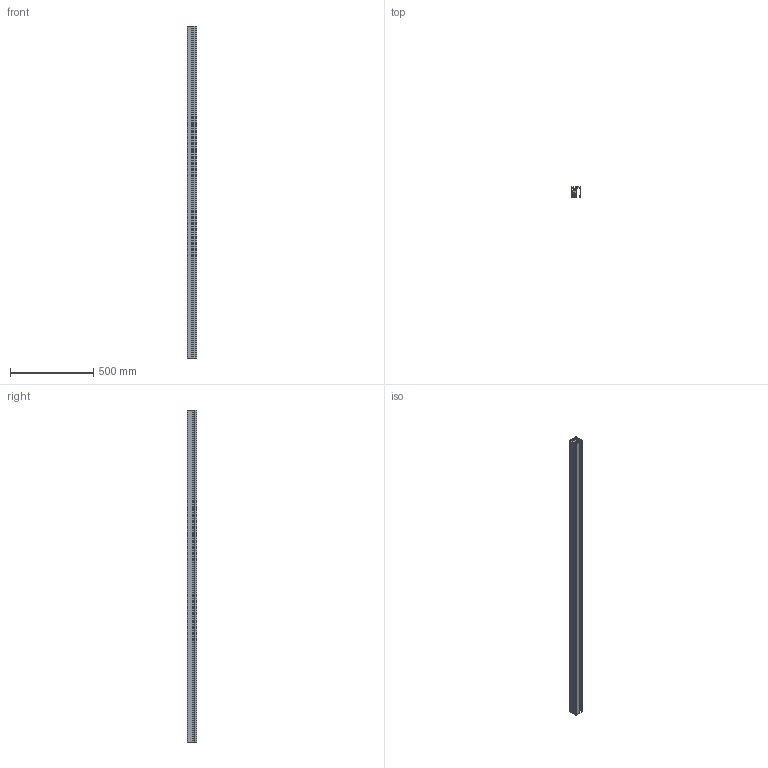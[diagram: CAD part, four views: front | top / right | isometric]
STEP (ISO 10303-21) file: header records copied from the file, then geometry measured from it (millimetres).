
FILE_DESCRIPTION(/* description */ ('KriTec Laufrollenprofil 8 D14'),/* implementation_level */ '2;1');
FILE_NAME(/* name */ '11150_KriTec_Laufrollenprofil_8_D14.stp',/* time_stamp */ '2019-12-30T12:12:31+01:00',/* author */ ('jendrek'),/* organization */ (''),/* preprocessor_version */ 'ST-DEVELOPER v17',/* originating_system */ 'Autodesk Inventor 2018',/* authorisation */ '');
FILE_SCHEMA (('AUTOMOTIVE_DESIGN { 1 0 10303 214 3 1 1 }'));
Length unit declared in the file: millimetre
Products named in the file (1): 11150 -2000
Bounding box: 58 x 58 x 2000 mm (x, y, z)
Volume: 3078142.3 mm3; surface area: 1088305.7 mm2
Topology: 1 solids, 1 shells, 87 faces, 255 edges, 170 vertices
Faces by surface type: plane 44, cylinder 43
Full cylindrical faces by diameter (mm): 6.8 x1
Entity records: 2966 total; most frequent: DIRECTION 517, CARTESIAN_POINT 513, ORIENTED_EDGE 510, EDGE_CURVE 255, AXIS2_PLACEMENT_3D 174, VERTEX_POINT 170, LINE 169, VECTOR 169
